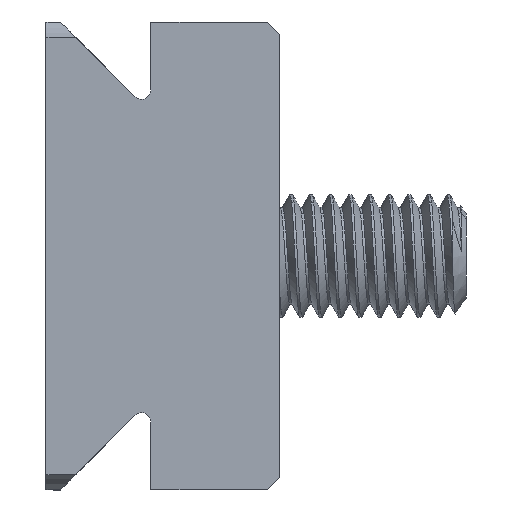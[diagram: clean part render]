
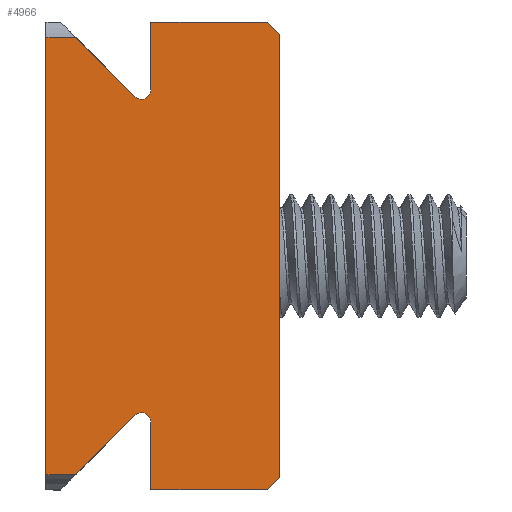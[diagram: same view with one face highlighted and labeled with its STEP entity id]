
A CAD part, left-side view. The second image highlights one B-rep face of the part: STEP entity #4966.
In plain terms, the highlighted face is planar.
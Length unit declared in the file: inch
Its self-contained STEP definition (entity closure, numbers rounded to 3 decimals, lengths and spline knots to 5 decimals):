
#117 = CARTESIAN_POINT ( 'NONE',  ( 0.98425, -0.375, -0.18731 ) ) ;
#179 = EDGE_CURVE ( 'NONE', #1274, #194, #3762, .T. ) ;
#194 = VERTEX_POINT ( 'NONE', #2172 ) ;
#204 = DIRECTION ( 'NONE',  ( 0., -0.707, -0.707 ) ) ;
#539 = CARTESIAN_POINT ( 'NONE',  ( 0.98425, -0.35074, -0.04761 ) ) ;
#573 = DIRECTION ( 'NONE',  ( 1., 0., 0. ) ) ;
#660 = CARTESIAN_POINT ( 'NONE',  ( 0.98425, 0.35531, -0.207 ) ) ;
#676 = DIRECTION ( 'NONE',  ( 0., 0., -1. ) ) ;
#715 = ORIENTED_EDGE ( 'NONE', *, *, #4741, .F. ) ;
#856 = ORIENTED_EDGE ( 'NONE', *, *, #5472, .F. ) ;
#867 = LINE ( 'NONE', #3131, #3496 ) ;
#892 = LINE ( 'NONE', #5796, #3028 ) ;
#927 = CARTESIAN_POINT ( 'NONE',  ( 0.98425, 0.26621, 0.015 ) ) ;
#1052 = ORIENTED_EDGE ( 'NONE', *, *, #4890, .F. ) ;
#1077 = LINE ( 'NONE', #2208, #1966 ) ;
#1212 = EDGE_CURVE ( 'NONE', #2523, #1274, #4376, .T. ) ;
#1266 = ORIENTED_EDGE ( 'NONE', *, *, #6467, .F. ) ;
#1274 = VERTEX_POINT ( 'NONE', #1986 ) ;
#1277 = EDGE_CURVE ( 'NONE', #6039, #3793, #4083, .T. ) ;
#1354 = DIRECTION ( 'NONE',  ( 0., 1., 0. ) ) ;
#1370 = ORIENTED_EDGE ( 'NONE', *, *, #2583, .F. ) ;
#1411 = VECTOR ( 'NONE', #2037, 39.37008 ) ;
#1457 = EDGE_CURVE ( 'NONE', #2523, #3793, #4787, .T. ) ;
#1475 = CARTESIAN_POINT ( 'NONE',  ( 0.98425, 0.26621, 0. ) ) ;
#1879 = AXIS2_PLACEMENT_3D ( 'NONE', #5544, #573, #2755 ) ;
#1966 = VECTOR ( 'NONE', #6049, 39.37008 ) ;
#1986 = CARTESIAN_POINT ( 'NONE',  ( 0.98425, -0.35074, 0.12074 ) ) ;
#2037 = DIRECTION ( 'NONE',  ( 0., 0., 1. ) ) ;
#2045 = VERTEX_POINT ( 'NONE', #2607 ) ;
#2107 = CARTESIAN_POINT ( 'NONE',  ( 0.98425, 0.375, 0. ) ) ;
#2155 = CARTESIAN_POINT ( 'NONE',  ( 0.98425, 0.35074, 0.168 ) ) ;
#2162 = VERTEX_POINT ( 'NONE', #3381 ) ;
#2172 = CARTESIAN_POINT ( 'NONE',  ( 0.98425, -0.35074, 0.168 ) ) ;
#2202 = CARTESIAN_POINT ( 'NONE',  ( 0.98425, 0.375, 0. ) ) ;
#2208 = CARTESIAN_POINT ( 'NONE',  ( 0.98425, 0.23, 0. ) ) ;
#2315 = DIRECTION ( 'NONE',  ( 0., -0.707, -0.707 ) ) ;
#2354 = CARTESIAN_POINT ( 'NONE',  ( 0.98425, 0.35531, -0.207 ) ) ;
#2523 = VERTEX_POINT ( 'NONE', #2680 ) ;
#2571 = VERTEX_POINT ( 'NONE', #2107 ) ;
#2583 = EDGE_CURVE ( 'NONE', #6875, #2571, #1077, .T. ) ;
#2607 = CARTESIAN_POINT ( 'NONE',  ( 0.98425, 0.35074, 0.12074 ) ) ;
#2642 = DIRECTION ( 'NONE',  ( 0., 0., -1. ) ) ;
#2680 = CARTESIAN_POINT ( 'NONE',  ( 0.98425, -0.25561, 0.02561 ) ) ;
#2755 = DIRECTION ( 'NONE',  ( 0., 0., -1. ) ) ;
#2769 = ORIENTED_EDGE ( 'NONE', *, *, #3766, .F. ) ;
#3004 = VERTEX_POINT ( 'NONE', #6032 ) ;
#3028 = VECTOR ( 'NONE', #3086, 39.37008 ) ;
#3086 = DIRECTION ( 'NONE',  ( 0., 0., 1. ) ) ;
#3088 = CARTESIAN_POINT ( 'NONE',  ( 0.98425, 0.375, 0.145 ) ) ;
#3131 = CARTESIAN_POINT ( 'NONE',  ( 0.98425, -0.375, -0.18731 ) ) ;
#3144 = VECTOR ( 'NONE', #3824, 39.37008 ) ;
#3267 = VECTOR ( 'NONE', #676, 39.37008 ) ;
#3381 = CARTESIAN_POINT ( 'NONE',  ( 0.98425, -0.35531, -0.207 ) ) ;
#3496 = VECTOR ( 'NONE', #3581, 39.37008 ) ;
#3570 = ORIENTED_EDGE ( 'NONE', *, *, #1277, .F. ) ;
#3581 = DIRECTION ( 'NONE',  ( 0., -0.707, 0.707 ) ) ;
#3762 = LINE ( 'NONE', #539, #1411 ) ;
#3763 = CARTESIAN_POINT ( 'NONE',  ( 0.98425, -0.26621, 0. ) ) ;
#3766 = EDGE_CURVE ( 'NONE', #194, #7205, #4956, .T. ) ;
#3781 = ORIENTED_EDGE ( 'NONE', *, *, #5082, .F. ) ;
#3793 = VERTEX_POINT ( 'NONE', #3763 ) ;
#3824 = DIRECTION ( 'NONE',  ( 0., -0.707, 0.707 ) ) ;
#3978 = AXIS2_PLACEMENT_3D ( 'NONE', #927, #5317, #5838 ) ;
#4083 = LINE ( 'NONE', #6920, #5949 ) ;
#4113 = ORIENTED_EDGE ( 'NONE', *, *, #5177, .F. ) ;
#4172 = ORIENTED_EDGE ( 'NONE', *, *, #179, .F. ) ;
#4301 = CARTESIAN_POINT ( 'NONE',  ( 0.98425, -0.23, 0. ) ) ;
#4357 = CARTESIAN_POINT ( 'NONE',  ( 0.98425, -0.35531, -0.207 ) ) ;
#4376 = LINE ( 'NONE', #4301, #3144 ) ;
#4592 = LINE ( 'NONE', #2202, #3267 ) ;
#4688 = VECTOR ( 'NONE', #6570, 39.37008 ) ;
#4741 = EDGE_CURVE ( 'NONE', #2162, #6898, #867, .T. ) ;
#4787 = CIRCLE ( 'NONE', #5132, 0.015 ) ;
#4816 = DIRECTION ( 'NONE',  ( -1., 0., 0. ) ) ;
#4890 = EDGE_CURVE ( 'NONE', #7205, #2045, #6640, .T. ) ;
#4926 = FACE_OUTER_BOUND ( 'NONE', #6080, .T. ) ;
#4938 = ORIENTED_EDGE ( 'NONE', *, *, #1212, .F. ) ;
#4956 = LINE ( 'NONE', #7156, #5228 ) ;
#4966 = ADVANCED_FACE ( 'NONE', ( #4926 ), #7193, .T. ) ;
#4972 = CARTESIAN_POINT ( 'NONE',  ( 0.98425, 0.375, -0.18731 ) ) ;
#5082 = EDGE_CURVE ( 'NONE', #5895, #6140, #5647, .T. ) ;
#5132 = AXIS2_PLACEMENT_3D ( 'NONE', #5393, #4816, #5355 ) ;
#5177 = EDGE_CURVE ( 'NONE', #6898, #6039, #892, .T. ) ;
#5202 = EDGE_CURVE ( 'NONE', #6875, #3004, #6766, .T. ) ;
#5228 = VECTOR ( 'NONE', #6600, 39.37008 ) ;
#5248 = VECTOR ( 'NONE', #2315, 39.37008 ) ;
#5317 = DIRECTION ( 'NONE',  ( -1., 0., 0. ) ) ;
#5355 = DIRECTION ( 'NONE',  ( 0., 0., -1. ) ) ;
#5377 = ORIENTED_EDGE ( 'NONE', *, *, #6604, .F. ) ;
#5381 = ORIENTED_EDGE ( 'NONE', *, *, #5202, .T. ) ;
#5393 = CARTESIAN_POINT ( 'NONE',  ( 0.98425, -0.26621, 0.015 ) ) ;
#5472 = EDGE_CURVE ( 'NONE', #2571, #5895, #4592, .T. ) ;
#5509 = CARTESIAN_POINT ( 'NONE',  ( 0.98425, 0.35074, -0.04761 ) ) ;
#5512 = LINE ( 'NONE', #4357, #4688 ) ;
#5544 = CARTESIAN_POINT ( 'NONE',  ( 0.98425, 0., 0. ) ) ;
#5647 = LINE ( 'NONE', #2354, #5248 ) ;
#5796 = CARTESIAN_POINT ( 'NONE',  ( 0.98425, -0.375, 0. ) ) ;
#5838 = DIRECTION ( 'NONE',  ( 0., 0., -1. ) ) ;
#5895 = VERTEX_POINT ( 'NONE', #4972 ) ;
#5899 = ORIENTED_EDGE ( 'NONE', *, *, #1457, .T. ) ;
#5949 = VECTOR ( 'NONE', #1354, 39.37008 ) ;
#5959 = VECTOR ( 'NONE', #204, 39.37008 ) ;
#6032 = CARTESIAN_POINT ( 'NONE',  ( 0.98425, 0.25561, 0.02561 ) ) ;
#6039 = VERTEX_POINT ( 'NONE', #6500 ) ;
#6049 = DIRECTION ( 'NONE',  ( 0., 1., 0. ) ) ;
#6080 = EDGE_LOOP ( 'NONE', ( #4172, #4938, #5899, #3570, #4113, #715, #1266, #3781, #856, #1370, #5381, #5377, #1052, #2769 ) ) ;
#6140 = VERTEX_POINT ( 'NONE', #660 ) ;
#6347 = LINE ( 'NONE', #3088, #5959 ) ;
#6467 = EDGE_CURVE ( 'NONE', #6140, #2162, #5512, .T. ) ;
#6500 = CARTESIAN_POINT ( 'NONE',  ( 0.98425, -0.375, 0. ) ) ;
#6570 = DIRECTION ( 'NONE',  ( 0., -1., 0. ) ) ;
#6600 = DIRECTION ( 'NONE',  ( 0., 1., 0. ) ) ;
#6604 = EDGE_CURVE ( 'NONE', #2045, #3004, #6347, .T. ) ;
#6640 = LINE ( 'NONE', #5509, #6760 ) ;
#6760 = VECTOR ( 'NONE', #2642, 39.37008 ) ;
#6766 = CIRCLE ( 'NONE', #3978, 0.015 ) ;
#6875 = VERTEX_POINT ( 'NONE', #1475 ) ;
#6898 = VERTEX_POINT ( 'NONE', #117 ) ;
#6920 = CARTESIAN_POINT ( 'NONE',  ( 0.98425, -0.375, 0. ) ) ;
#7156 = CARTESIAN_POINT ( 'NONE',  ( 0.98425, -0.375, 0.168 ) ) ;
#7193 = PLANE ( 'NONE',  #1879 ) ;
#7205 = VERTEX_POINT ( 'NONE', #2155 ) ;
